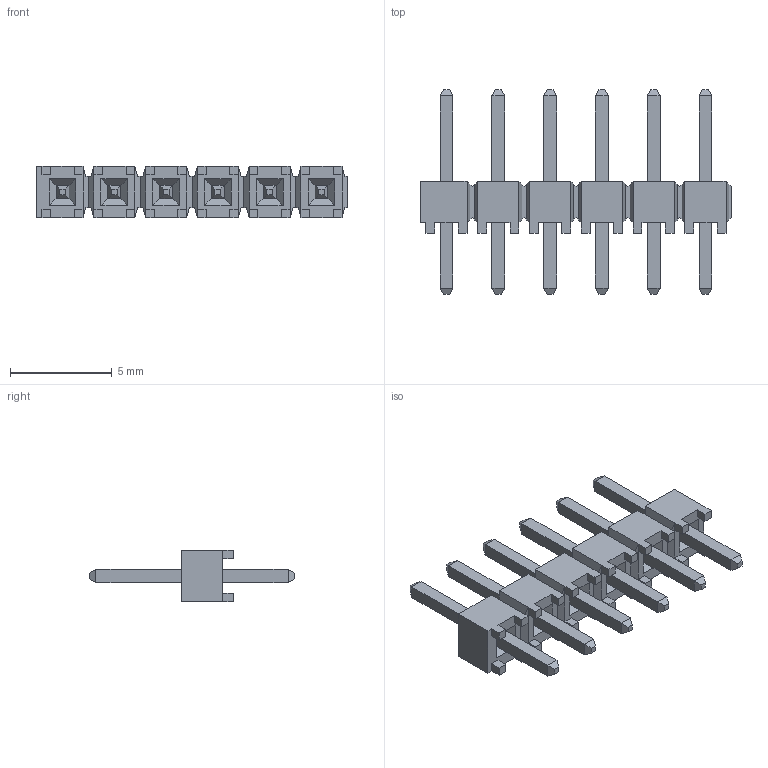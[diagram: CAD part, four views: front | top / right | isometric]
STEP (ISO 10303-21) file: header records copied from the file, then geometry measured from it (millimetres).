
FILE_DESCRIPTION (( 'STEP AP214' ), '1' );
FILE_NAME ('BG030-06-G-0450-0300-N-G.STEP', '2012-07-04T12:52:38', ( 'Master' ), ( '' ), 'SwSTEP 2.0', 'SolidWorks 2010', '' );
FILE_SCHEMA (( 'AUTOMOTIVE_DESIGN' ));
Length unit declared in the file: millimetre
Products named in the file (1): BG030-06-G-0450-0300-N-G
Bounding box: 15.24 x 10.04 x 2.54 mm (x, y, z)
Volume: 91.5 mm3; surface area: 318.3 mm2
Topology: 1 solids, 1 shells, 334 faces, 846 edges, 526 vertices
Faces by surface type: plane 334
Entity records: 12187 total; most frequent: CARTESIAN_POINT 1707, ORIENTED_EDGE 1692, DIRECTION 1516, VECTOR 846, EDGE_CURVE 846, LINE 846, VERTEX_POINT 526, EDGE_LOOP 346
